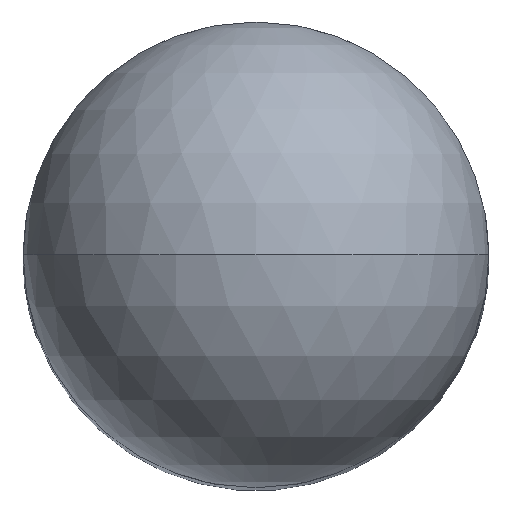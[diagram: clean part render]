
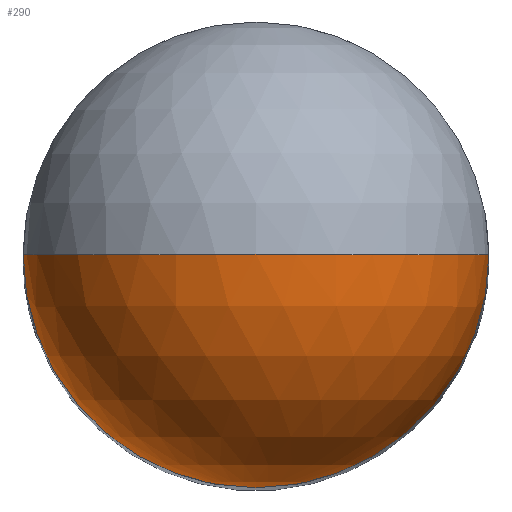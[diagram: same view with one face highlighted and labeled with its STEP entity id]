
A CAD part, top view. The second image highlights one B-rep face of the part: STEP entity #290.
In plain terms, the highlighted spherical face has radius 0.15 mm.
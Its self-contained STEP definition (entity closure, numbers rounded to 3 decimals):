
#1 = CARTESIAN_POINT ( 'NONE',  ( 0., 0., -0.15 ) ) ;
#3 = DIRECTION ( 'NONE',  ( 1., 0., 0. ) ) ;
#7 = CARTESIAN_POINT ( 'NONE',  ( 0., 0., -0.15 ) ) ;
#10 = VERTEX_POINT ( 'NONE', #200 ) ;
#12 = AXIS2_PLACEMENT_3D ( 'NONE', #269, #128, #55 ) ;
#16 = EDGE_CURVE ( 'NONE', #123, #219, #179, .T. ) ;
#30 = ORIENTED_EDGE ( 'NONE', *, *, #16, .T. ) ;
#38 = DIRECTION ( 'NONE',  ( 0., 1., 0. ) ) ;
#55 = DIRECTION ( 'NONE',  ( 0., 0., -1. ) ) ;
#82 = DIRECTION ( 'NONE',  ( 0., 1., 0. ) ) ;
#115 = CARTESIAN_POINT ( 'NONE',  ( 0.15, 0., -0.15 ) ) ;
#119 = ORIENTED_EDGE ( 'NONE', *, *, #273, .F. ) ;
#123 = VERTEX_POINT ( 'NONE', #115 ) ;
#128 = DIRECTION ( 'NONE',  ( 0., -1., 0. ) ) ;
#129 = CIRCLE ( 'NONE', #300, 0.15 ) ;
#140 = EDGE_CURVE ( 'NONE', #123, #10, #141, .T. ) ;
#141 = CIRCLE ( 'NONE', #260, 0.15 ) ;
#145 = ORIENTED_EDGE ( 'NONE', *, *, #140, .F. ) ;
#152 = FACE_OUTER_BOUND ( 'NONE', #216, .T. ) ;
#165 = DIRECTION ( 'NONE',  ( 0., 0., -1. ) ) ;
#179 = CIRCLE ( 'NONE', #12, 0.15 ) ;
#195 = AXIS2_PLACEMENT_3D ( 'NONE', #277, #82, #261 ) ;
#200 = CARTESIAN_POINT ( 'NONE',  ( -0.15, 0., -0.15 ) ) ;
#210 = SPHERICAL_SURFACE ( 'NONE', #195, 0.15 ) ;
#216 = EDGE_LOOP ( 'NONE', ( #119, #145, #30 ) ) ;
#219 = VERTEX_POINT ( 'NONE', #254 ) ;
#252 = DIRECTION ( 'NONE',  ( -1., 0., 0. ) ) ;
#254 = CARTESIAN_POINT ( 'NONE',  ( 0., 0., 0. ) ) ;
#260 = AXIS2_PLACEMENT_3D ( 'NONE', #1, #165, #3 ) ;
#261 = DIRECTION ( 'NONE',  ( 1., 0., 0. ) ) ;
#269 = CARTESIAN_POINT ( 'NONE',  ( 0., 0., -0.15 ) ) ;
#273 = EDGE_CURVE ( 'NONE', #10, #219, #129, .T. ) ;
#277 = CARTESIAN_POINT ( 'NONE',  ( 0., 0., -0.15 ) ) ;
#290 = ADVANCED_FACE ( 'NONE', ( #152 ), #210, .T. ) ;
#300 = AXIS2_PLACEMENT_3D ( 'NONE', #7, #38, #252 ) ;
